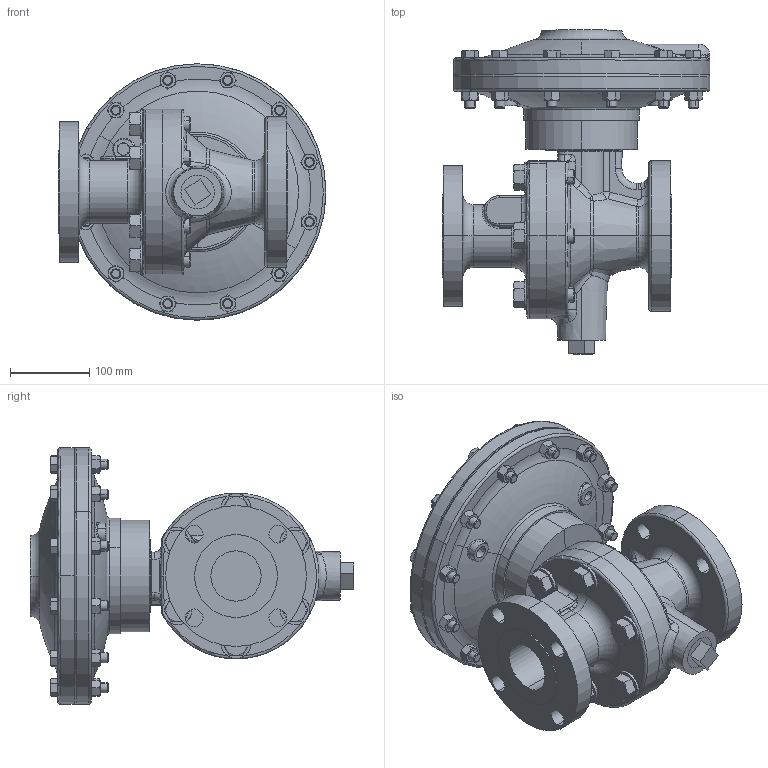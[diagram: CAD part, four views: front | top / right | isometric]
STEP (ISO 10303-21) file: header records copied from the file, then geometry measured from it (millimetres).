
FILE_DESCRIPTION (( 'STEP AP203' ), '1' );
FILE_NAME ('56-250-CS+S6-I3.step', '2017-10-04T15:19:50', ( '' ), ( '' ), 'SwSTEP 2.0', 'SolidWorks 2014', '' );
FILE_SCHEMA (( 'CONFIG_CONTROL_DESIGN' ));
Length unit declared in the file: inch
Products named in the file (1): 56-250-CS+S6-I3
Bounding box: 338.2 x 409.21 x 323.85 mm (x, y, z)
Volume: 8811500.3 mm3; surface area: 702995.1 mm2
Topology: 1 solids, 1 shells, 961 faces, 2302 edges, 1376 vertices
Faces by surface type: plane 316, cone 313, cylinder 151, torus 85, bspline 82, sphere 14
Entity records: 36594 total; most frequent: CARTESIAN_POINT 15667, ORIENTED_EDGE 4580, DIRECTION 4091, EDGE_CURVE 2290, AXIS2_PLACEMENT_3D 1747, VERTEX_POINT 1376, EDGE_LOOP 1022, FACE_OUTER_BOUND 961
